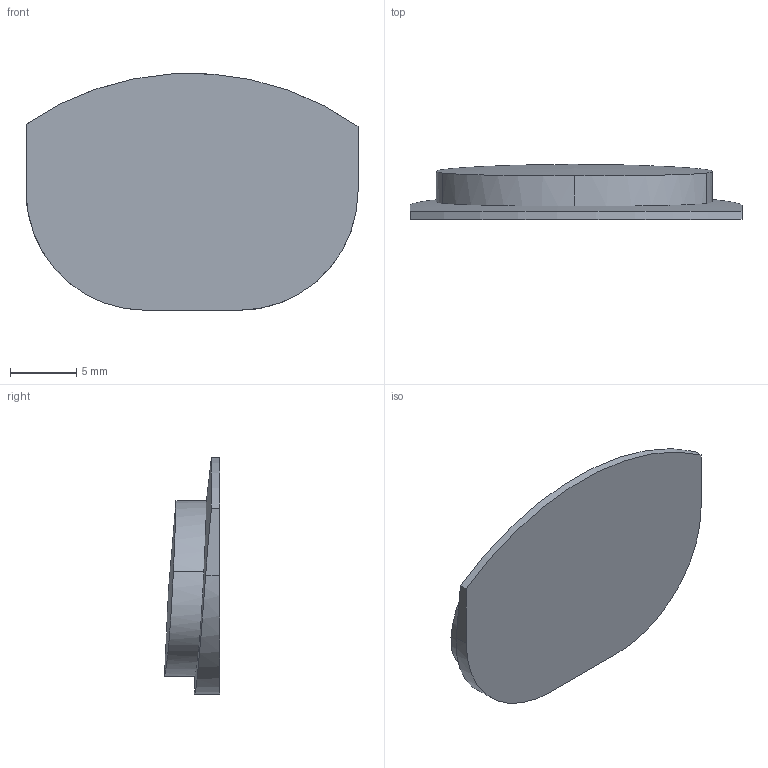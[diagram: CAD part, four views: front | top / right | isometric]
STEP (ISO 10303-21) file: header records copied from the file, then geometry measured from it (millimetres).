
FILE_DESCRIPTION (( 'STEP AP214' ), '1' );
FILE_NAME ('喃萇啣硌尨腑.STEP', '2022-12-05T13:16:30', ( '' ), ( '' ), 'SwSTEP 2.0', 'SolidWorks 2022', '' );
FILE_SCHEMA (( 'AUTOMOTIVE_DESIGN' ));
Length unit declared in the file: millimetre
Products named in the file (1): 喃萇啣硌尨腑
Bounding box: 25.11 x 4.17 x 17.88 mm (x, y, z)
Volume: 1018.2 mm3; surface area: 977.3 mm2
Topology: 1 solids, 1 shells, 13 faces, 30 edges, 20 vertices
Faces by surface type: plane 4, bspline 4, sphere 2, cylinder 2, cone 1
Entity records: 699 total; most frequent: CARTESIAN_POINT 394, ORIENTED_EDGE 60, DIRECTION 45, EDGE_CURVE 30, VERTEX_POINT 20, AXIS2_PLACEMENT_3D 17, EDGE_LOOP 14, FACE_OUTER_BOUND 13
